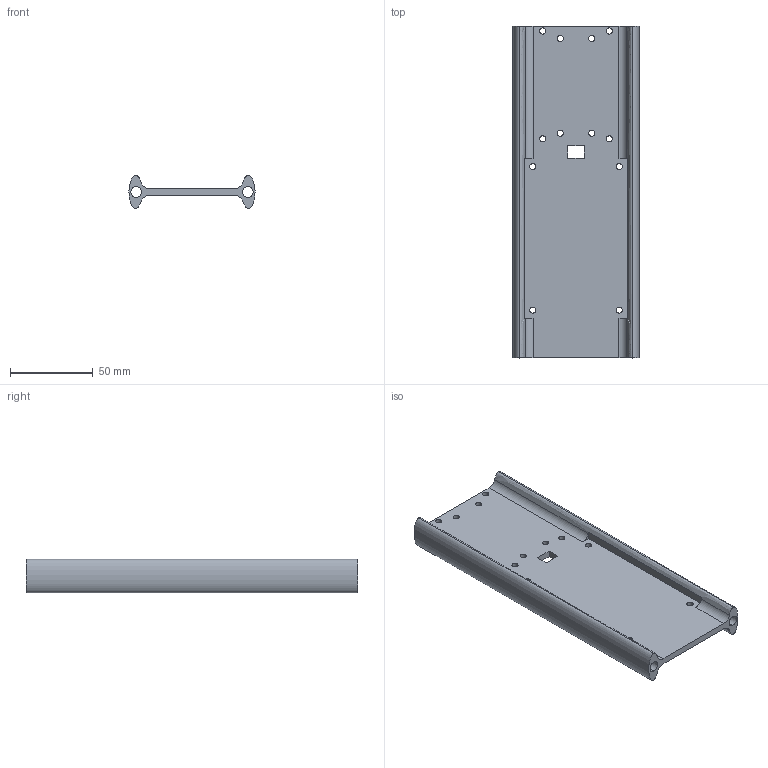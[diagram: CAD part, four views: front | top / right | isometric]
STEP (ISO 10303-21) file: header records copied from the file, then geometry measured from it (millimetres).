
FILE_DESCRIPTION (( 'STEP AP214' ), '1' );
FILE_NAME ('Sled Subass Booster.STEP', '2024-07-30T21:33:30', ( '' ), ( '' ), 'SwSTEP 2.0', 'SolidWorks 2024', '' );
FILE_SCHEMA (( 'AUTOMOTIVE_DESIGN' ));
Length unit declared in the file: centimetre
Products named in the file (2): Sled Subass Booster; Booster Av Sled
Assembly tree (1 placements, depth 2):
  Sled Subass Booster
    Booster Av Sled
Bounding box: 75.98 x 200 x 20 mm (x, y, z)
Volume: 85765.4 mm3; surface area: 49511.1 mm2
Topology: 1 solids, 1 shells, 54 faces, 168 edges, 112 vertices
Faces by surface type: cylinder 34, plane 14, bspline 6
Entity records: 2137 total; most frequent: CARTESIAN_POINT 548, ORIENTED_EDGE 336, DIRECTION 316, EDGE_CURVE 168, AXIS2_PLACEMENT_3D 120, VERTEX_POINT 112, EDGE_LOOP 80, VECTOR 76
